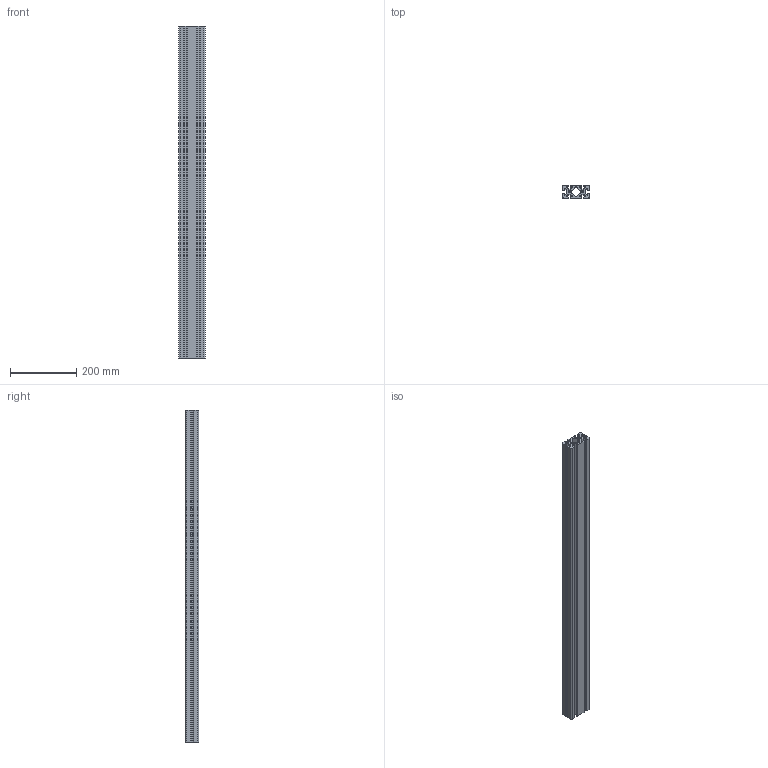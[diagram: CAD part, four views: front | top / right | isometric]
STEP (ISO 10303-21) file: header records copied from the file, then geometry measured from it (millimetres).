
FILE_DESCRIPTION((''),'2;1');
FILE_NAME('AR3732.stp','2017-05-15T15:50:21',('Konstruktor II'),(''),'Autodesk Inventor 2013','Autodesk Inventor 2013','');
FILE_SCHEMA(('AUTOMOTIVE_DESIGN { 1 0 10303 214 1 1 1 1 }'));
Length unit declared in the file: millimetre
Products named in the file (1): AR3732
Bounding box: 80 x 40 x 1000 mm (x, y, z)
Volume: 1695747.7 mm3; surface area: 589033.7 mm2
Topology: 1 solids, 1 shells, 120 faces, 354 edges, 236 vertices
Faces by surface type: cylinder 72, plane 48
Full cylindrical faces by diameter (mm): 6.8 x2
Entity records: 4090 total; most frequent: DIRECTION 738, CARTESIAN_POINT 709, ORIENTED_EDGE 704, EDGE_CURVE 352, AXIS2_PLACEMENT_3D 265, VERTEX_POINT 236, VECTOR 208, LINE 208
